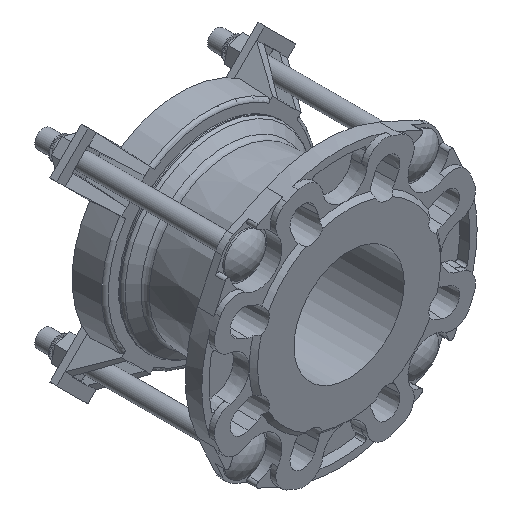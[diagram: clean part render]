
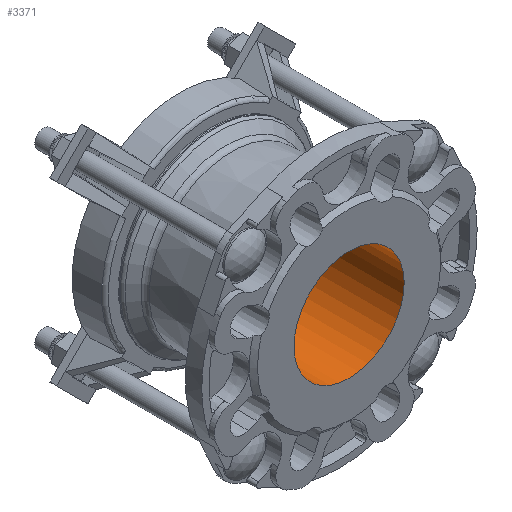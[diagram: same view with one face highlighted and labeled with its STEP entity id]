
A CAD part, isometric view. The second image highlights one B-rep face of the part: STEP entity #3371.
In plain terms, the highlighted cylindrical face has radius 40 mm (diameter 80 mm), a full revolution.
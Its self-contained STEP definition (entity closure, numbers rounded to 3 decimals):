
#300 = DIRECTION ( 'NONE',  ( 0., 0., -1. ) ) ;
#305 = CARTESIAN_POINT ( 'NONE',  ( 0., 158.998, 0. ) ) ;
#306 = DIRECTION ( 'NONE',  ( 0., -1., 0. ) ) ;
#3371 = ADVANCED_FACE ( 'NONE', ( #9272, #9274 ), #9279, .F. ) ;
#4431 = EDGE_CURVE ( 'NONE', #15008, #15008, #10915, .T. ) ;
#6499 = EDGE_CURVE ( 'NONE', #15022, #15022, #14621, .T. ) ;
#6932 = AXIS2_PLACEMENT_3D ( 'NONE', #305, #306, #300 ) ;
#8382 = ORIENTED_EDGE ( 'NONE', *, *, #4431, .T. ) ;
#8383 = ORIENTED_EDGE ( 'NONE', *, *, #6499, .F. ) ;
#8925 = EDGE_LOOP ( 'NONE', ( #8382 ) ) ;
#8928 = EDGE_LOOP ( 'NONE', ( #8383 ) ) ;
#9272 = FACE_OUTER_BOUND ( 'NONE', #8925, .T. ) ;
#9274 = FACE_OUTER_BOUND ( 'NONE', #8928, .T. ) ;
#9279 = CYLINDRICAL_SURFACE ( 'NONE', #6932, 40. ) ;
#10915 = CIRCLE ( 'NONE', #11598, 40. ) ;
#11598 = AXIS2_PLACEMENT_3D ( 'NONE', #13119, #13120, #13121 ) ;
#11679 = AXIS2_PLACEMENT_3D ( 'NONE', #15469, #15470, #15471 ) ;
#13119 = CARTESIAN_POINT ( 'NONE',  ( 0., 0., 0. ) ) ;
#13120 = DIRECTION ( 'NONE',  ( 0., -1., 0. ) ) ;
#13121 = DIRECTION ( 'NONE',  ( 0., 0., -1. ) ) ;
#14621 = CIRCLE ( 'NONE', #11679, 40. ) ;
#15008 = VERTEX_POINT ( 'NONE', #15967 ) ;
#15022 = VERTEX_POINT ( 'NONE', #15981 ) ;
#15469 = CARTESIAN_POINT ( 'NONE',  ( 0., 133.458, 0. ) ) ;
#15470 = DIRECTION ( 'NONE',  ( 0., -1., 0. ) ) ;
#15471 = DIRECTION ( 'NONE',  ( 0., 0., -1. ) ) ;
#15967 = CARTESIAN_POINT ( 'NONE',  ( 0., 0., -40. ) ) ;
#15981 = CARTESIAN_POINT ( 'NONE',  ( 0., 133.458, -40. ) ) ;
